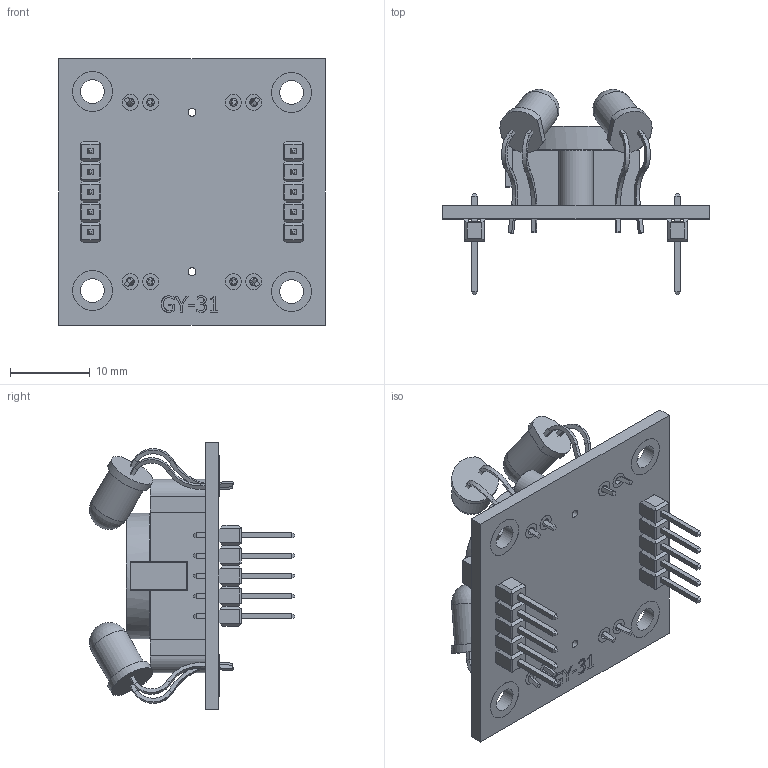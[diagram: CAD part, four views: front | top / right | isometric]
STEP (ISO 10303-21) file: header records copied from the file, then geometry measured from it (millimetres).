
FILE_DESCRIPTION(/* description */ (''),/* implementation_level */ '2;1');
FILE_NAME(/* name */ 'Color_sensor.stp',/* time_stamp */ '2022-10-10T18:45:33+07:00',/* author */ ('phand'),/* organization */ (''),/* preprocessor_version */ 'ST-DEVELOPER v18.1',/* originating_system */ 'Autodesk Inventor 2021',/* authorisation */ '');
FILE_SCHEMA (('AUTOMOTIVE_DESIGN { 1 0 10303 214 3 1 1 }'));
Length unit declared in the file: millimetre
Products named in the file (8): Color_sensor; Color_sensor_PCB; Pin Header 1x5 TH Pitch 2.54mm; TCS3200; 5mm LED; 5mm LED_MIR; 5mm LED_MIR1; 5mm LED_MIR_MIR
Assembly tree (8 placements, depth 2):
  Color_sensor
    Color_sensor_PCB
    Pin Header 1x5 TH Pitch 2.54mm  x2
    TCS3200
    5mm LED
    5mm LED_MIR
    5mm LED_MIR1
    5mm LED_MIR_MIR
Bounding box: 33.5 x 25.76 x 33.5 mm (x, y, z)
Volume: 3550.1 mm3; surface area: 5818.3 mm2
Topology: 22 solids, 32 shells, 1498 faces, 3981 edges, 2734 vertices
Faces by surface type: plane 905, bspline 385, cylinder 167, cone 16, torus 13, sphere 12
Full cylindrical faces by diameter (mm): 0.181 x2, 0.203 x2, 1 x20, 2 x26, 2.8 x1, 3 x4, 5 x12, 11.48 x1, 15.8 x1
Entity records: 45877 total; most frequent: CARTESIAN_POINT 14831, ORIENTED_EDGE 6744, DIRECTION 5140, EDGE_CURVE 3388, VERTEX_POINT 2203, LINE 2146, VECTOR 2146, AXIS2_PLACEMENT_3D 1497
